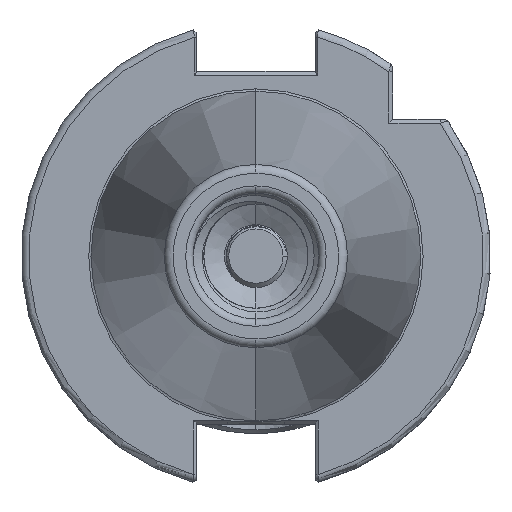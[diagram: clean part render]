
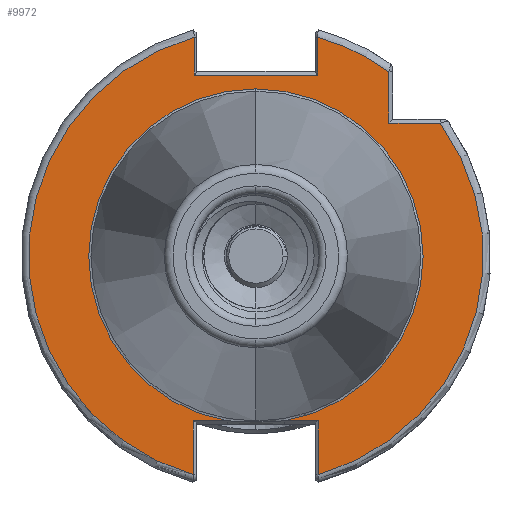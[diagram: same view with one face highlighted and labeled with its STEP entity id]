
A CAD part, left-side view. The second image highlights one B-rep face of the part: STEP entity #9972.
In plain terms, the highlighted planar face has unit normal (-1, 0, 0).
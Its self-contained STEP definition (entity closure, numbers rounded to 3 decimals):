
#203 = ORIENTED_EDGE ( 'NONE', *, *, #31004, .T. ) ;
#215 = ORIENTED_EDGE ( 'NONE', *, *, #31127, .T. ) ;
#694 = AXIS2_PLACEMENT_3D ( 'NONE', #15758, #15749, #15781 ) ;
#705 = AXIS2_PLACEMENT_3D ( 'NONE', #15987, #16009, #15983 ) ;
#729 = AXIS2_PLACEMENT_3D ( 'NONE', #15833, #15810, #15826 ) ;
#865 = AXIS2_PLACEMENT_3D ( 'NONE', #19851, #19862, #19857 ) ;
#954 = AXIS2_PLACEMENT_3D ( 'NONE', #5090, #5078, #5077 ) ;
#3604 = CARTESIAN_POINT ( 'NONE',  ( 0., 22.692, 0. ) ) ;
#3607 = DIRECTION ( 'NONE',  ( 1., 0., 0. ) ) ;
#3619 = PLANE ( 'NONE',  #6741 ) ;
#3627 = DIRECTION ( 'NONE',  ( 0., 0., -1. ) ) ;
#3822 = VERTEX_POINT ( 'NONE', #10469 ) ;
#3824 = VERTEX_POINT ( 'NONE', #10477 ) ;
#3830 = VERTEX_POINT ( 'NONE', #10511 ) ;
#3848 = VERTEX_POINT ( 'NONE', #10541 ) ;
#3855 = VERTEX_POINT ( 'NONE', #10513 ) ;
#3861 = VERTEX_POINT ( 'NONE', #10536 ) ;
#3875 = VERTEX_POINT ( 'NONE', #10535 ) ;
#3879 = VERTEX_POINT ( 'NONE', #10561 ) ;
#3886 = VERTEX_POINT ( 'NONE', #10565 ) ;
#3891 = VERTEX_POINT ( 'NONE', #10523 ) ;
#3895 = VERTEX_POINT ( 'NONE', #10607 ) ;
#3902 = VERTEX_POINT ( 'NONE', #10587 ) ;
#5077 = DIRECTION ( 'NONE',  ( 0., 0., -1. ) ) ;
#5078 = DIRECTION ( 'NONE',  ( 1., 0., 0. ) ) ;
#5090 = CARTESIAN_POINT ( 'NONE',  ( 0., 0., 0. ) ) ;
#6741 = AXIS2_PLACEMENT_3D ( 'NONE', #3604, #3607, #3627 ) ;
#8394 = ORIENTED_EDGE ( 'NONE', *, *, #31126, .T. ) ;
#8395 = ORIENTED_EDGE ( 'NONE', *, *, #31096, .T. ) ;
#8406 = ORIENTED_EDGE ( 'NONE', *, *, #31113, .T. ) ;
#8410 = ORIENTED_EDGE ( 'NONE', *, *, #31064, .T. ) ;
#8414 = ORIENTED_EDGE ( 'NONE', *, *, #31114, .T. ) ;
#8415 = ORIENTED_EDGE ( 'NONE', *, *, #31067, .T. ) ;
#8422 = ORIENTED_EDGE ( 'NONE', *, *, #31051, .T. ) ;
#8428 = ORIENTED_EDGE ( 'NONE', *, *, #31073, .T. ) ;
#8433 = ORIENTED_EDGE ( 'NONE', *, *, #31082, .T. ) ;
#8434 = ORIENTED_EDGE ( 'NONE', *, *, #31086, .T. ) ;
#8439 = ORIENTED_EDGE ( 'NONE', *, *, #31080, .T. ) ;
#8446 = ORIENTED_EDGE ( 'NONE', *, *, #30700, .T. ) ;
#9972 = ADVANCED_FACE ( 'NONE', ( #23518 ), #3619, .F. ) ;
#10469 = CARTESIAN_POINT ( 'NONE',  ( 0., -8.451, -29.592 ) ) ;
#10477 = CARTESIAN_POINT ( 'NONE',  ( 0., 8.335, 29.625 ) ) ;
#10511 = CARTESIAN_POINT ( 'NONE',  ( 0., -8.451, -22.3 ) ) ;
#10513 = CARTESIAN_POINT ( 'NONE',  ( 0., 8.451, -29.592 ) ) ;
#10523 = CARTESIAN_POINT ( 'NONE',  ( 0., 8.335, 24.5 ) ) ;
#10535 = CARTESIAN_POINT ( 'NONE',  ( 0., -18., 18. ) ) ;
#10536 = CARTESIAN_POINT ( 'NONE',  ( 0., 8.451, -22.3 ) ) ;
#10541 = CARTESIAN_POINT ( 'NONE',  ( 0., 3.833, -22.3 ) ) ;
#10561 = CARTESIAN_POINT ( 'NONE',  ( 0., -24.962, 18. ) ) ;
#10565 = CARTESIAN_POINT ( 'NONE',  ( 0., -8.335, 24.5 ) ) ;
#10587 = CARTESIAN_POINT ( 'NONE',  ( 0., -8.335, 29.625 ) ) ;
#10607 = CARTESIAN_POINT ( 'NONE',  ( 0., -18., 24.962 ) ) ;
#15592 = DIRECTION ( 'NONE',  ( 0., 0., -1. ) ) ;
#15604 = CARTESIAN_POINT ( 'NONE',  ( 0., -8.451, 0. ) ) ;
#15707 = DIRECTION ( 'NONE',  ( 0., -1., 0. ) ) ;
#15711 = CARTESIAN_POINT ( 'NONE',  ( 0., 22.692, -22.3 ) ) ;
#15727 = DIRECTION ( 'NONE',  ( 0., -1., 0. ) ) ;
#15728 = CARTESIAN_POINT ( 'NONE',  ( 0., 22.692, -22.3 ) ) ;
#15749 = DIRECTION ( 'NONE',  ( -1., 0., 0. ) ) ;
#15758 = CARTESIAN_POINT ( 'NONE',  ( 0., 0., 0. ) ) ;
#15766 = CARTESIAN_POINT ( 'NONE',  ( 0., 8.335, 29.704 ) ) ;
#15767 = DIRECTION ( 'NONE',  ( 0., 0., 1. ) ) ;
#15781 = DIRECTION ( 'NONE',  ( 0., 0., -1. ) ) ;
#15786 = CARTESIAN_POINT ( 'NONE',  ( 0., -8.335, 25. ) ) ;
#15810 = DIRECTION ( 'NONE',  ( -1., 0., 0. ) ) ;
#15826 = DIRECTION ( 'NONE',  ( 0., 0., -1. ) ) ;
#15828 = DIRECTION ( 'NONE',  ( 0., 0., -1. ) ) ;
#15833 = CARTESIAN_POINT ( 'NONE',  ( 0., 0., 0. ) ) ;
#15851 = DIRECTION ( 'NONE',  ( 0., 1., 0. ) ) ;
#15871 = CARTESIAN_POINT ( 'NONE',  ( 0., 8.05, 24.5 ) ) ;
#15952 = CARTESIAN_POINT ( 'NONE',  ( 0., 8.451, 0. ) ) ;
#15978 = DIRECTION ( 'NONE',  ( 0., 0., 1. ) ) ;
#15983 = DIRECTION ( 'NONE',  ( 0., 0., -1. ) ) ;
#15987 = CARTESIAN_POINT ( 'NONE',  ( 0., 0., 0. ) ) ;
#16009 = DIRECTION ( 'NONE',  ( -1., 0., 0. ) ) ;
#16078 = CARTESIAN_POINT ( 'NONE',  ( 0., -18., 24.594 ) ) ;
#16096 = CARTESIAN_POINT ( 'NONE',  ( 0., -18.5, 18. ) ) ;
#16107 = DIRECTION ( 'NONE',  ( 0., 0., 1. ) ) ;
#16110 = DIRECTION ( 'NONE',  ( 0., 1., 0. ) ) ;
#19851 = CARTESIAN_POINT ( 'NONE',  ( 0., 0., 0. ) ) ;
#19857 = DIRECTION ( 'NONE',  ( 0., 0., -1. ) ) ;
#19862 = DIRECTION ( 'NONE',  ( 1., 0., 0. ) ) ;
#21802 = CARTESIAN_POINT ( 'NONE',  ( 0., 0., 22.627 ) ) ;
#21889 = CARTESIAN_POINT ( 'NONE',  ( 0., -3.833, -22.3 ) ) ;
#22736 = EDGE_LOOP ( 'NONE', ( #8394, #215, #8428, #8433, #8395, #8439, #8406, #8414, #8410, #203, #8446, #8415, #8422, #8434 ) ) ;
#23518 = FACE_OUTER_BOUND ( 'NONE', #22736, .T. ) ;
#25607 = CIRCLE ( 'NONE', #954, 22.627 ) ;
#25660 = VECTOR ( 'NONE', #15707, 1000. ) ;
#25664 = CIRCLE ( 'NONE', #694, 30.775 ) ;
#25665 = VECTOR ( 'NONE', #15592, 1000. ) ;
#25666 = LINE ( 'NONE', #15871, #25704 ) ;
#25670 = CIRCLE ( 'NONE', #705, 30.775 ) ;
#25689 = LINE ( 'NONE', #15604, #25665 ) ;
#25691 = VECTOR ( 'NONE', #15828, 1000. ) ;
#25696 = VECTOR ( 'NONE', #15978, 1000. ) ;
#25698 = VECTOR ( 'NONE', #15727, 1000. ) ;
#25699 = LINE ( 'NONE', #15766, #25700 ) ;
#25700 = VECTOR ( 'NONE', #15767, 1000. ) ;
#25704 = VECTOR ( 'NONE', #15851, 1000. ) ;
#25708 = LINE ( 'NONE', #15728, #25698 ) ;
#25713 = CIRCLE ( 'NONE', #729, 30.775 ) ;
#25714 = LINE ( 'NONE', #15952, #25696 ) ;
#25716 = LINE ( 'NONE', #15786, #25691 ) ;
#25717 = LINE ( 'NONE', #15711, #25660 ) ;
#25725 = LINE ( 'NONE', #16096, #25728 ) ;
#25728 = VECTOR ( 'NONE', #16110, 1000. ) ;
#25734 = LINE ( 'NONE', #16078, #25735 ) ;
#25735 = VECTOR ( 'NONE', #16107, 1000. ) ;
#26188 = CIRCLE ( 'NONE', #865, 22.627 ) ;
#28672 = VERTEX_POINT ( 'NONE', #21802 ) ;
#28706 = VERTEX_POINT ( 'NONE', #21889 ) ;
#30700 = EDGE_CURVE ( 'NONE', #28672, #28706, #26188, .T. ) ;
#31004 = EDGE_CURVE ( 'NONE', #3848, #28672, #25607, .T. ) ;
#31051 = EDGE_CURVE ( 'NONE', #3830, #3822, #25689, .T. ) ;
#31064 = EDGE_CURVE ( 'NONE', #3861, #3848, #25708, .T. ) ;
#31067 = EDGE_CURVE ( 'NONE', #28706, #3830, #25717, .T. ) ;
#31073 = EDGE_CURVE ( 'NONE', #3895, #3902, #25664, .T. ) ;
#31080 = EDGE_CURVE ( 'NONE', #3891, #3824, #25699, .T. ) ;
#31082 = EDGE_CURVE ( 'NONE', #3902, #3886, #25716, .T. ) ;
#31086 = EDGE_CURVE ( 'NONE', #3822, #3879, #25713, .T. ) ;
#31096 = EDGE_CURVE ( 'NONE', #3886, #3891, #25666, .T. ) ;
#31113 = EDGE_CURVE ( 'NONE', #3824, #3855, #25670, .T. ) ;
#31114 = EDGE_CURVE ( 'NONE', #3855, #3861, #25714, .T. ) ;
#31126 = EDGE_CURVE ( 'NONE', #3879, #3875, #25725, .T. ) ;
#31127 = EDGE_CURVE ( 'NONE', #3875, #3895, #25734, .T. ) ;
